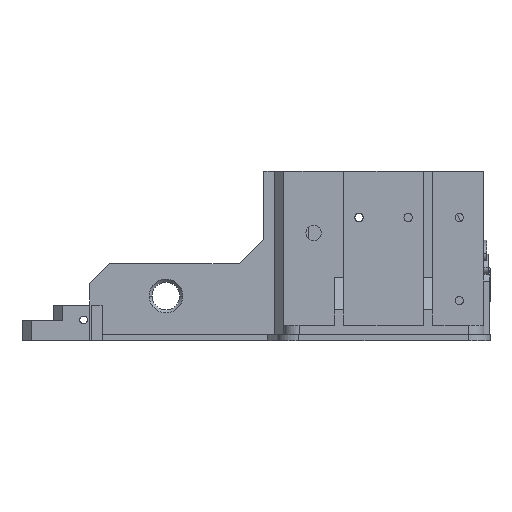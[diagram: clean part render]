
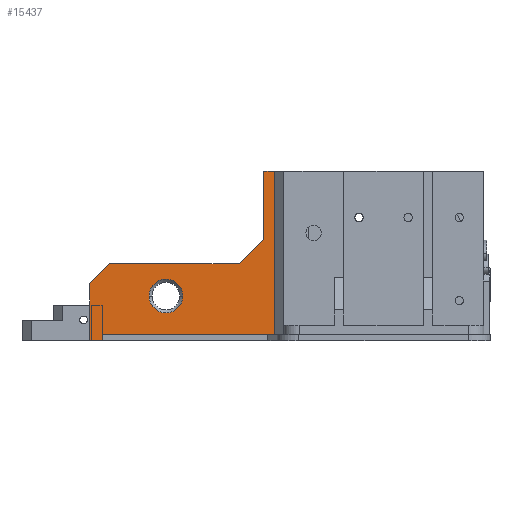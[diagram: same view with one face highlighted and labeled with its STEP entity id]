
A CAD part, front view. The second image highlights one B-rep face of the part: STEP entity #15437.
In plain terms, the highlighted face is planar.
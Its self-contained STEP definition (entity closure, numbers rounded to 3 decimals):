
#29 = LINE ( 'NONE', #6189, #4482 ) ;
#79 = VECTOR ( 'NONE', #8151, 1000. ) ;
#573 = EDGE_CURVE ( 'NONE', #16175, #5743, #8174, .T. ) ;
#738 = CARTESIAN_POINT ( 'NONE',  ( -46.916, 0., 5. ) ) ;
#931 = DIRECTION ( 'NONE',  ( 0., -1., 0. ) ) ;
#958 = DIRECTION ( 'NONE',  ( -0.707, -0.707, 0. ) ) ;
#1704 = VERTEX_POINT ( 'NONE', #6510 ) ;
#1845 = VECTOR ( 'NONE', #14989, 1000. ) ;
#1920 = DIRECTION ( 'NONE',  ( -1., 0., 0. ) ) ;
#2677 = EDGE_CURVE ( 'NONE', #1704, #15773, #9283, .T. ) ;
#2747 = CARTESIAN_POINT ( 'NONE',  ( -99.416, -27.5, 5. ) ) ;
#3247 = VECTOR ( 'NONE', #6478, 1000. ) ;
#3291 = ORIENTED_EDGE ( 'NONE', *, *, #3321, .T. ) ;
#3321 = EDGE_CURVE ( 'NONE', #15335, #9031, #13946, .T. ) ;
#3464 = LINE ( 'NONE', #738, #1845 ) ;
#3527 = ORIENTED_EDGE ( 'NONE', *, *, #8460, .T. ) ;
#3574 = EDGE_CURVE ( 'NONE', #15220, #4023, #9917, .T. ) ;
#3717 = VERTEX_POINT ( 'NONE', #7270 ) ;
#3851 = FACE_OUTER_BOUND ( 'NONE', #4429, .T. ) ;
#3927 = DIRECTION ( 'NONE',  ( 1., 0., 0. ) ) ;
#3988 = CARTESIAN_POINT ( 'NONE',  ( -59.416, 27.5, 5. ) ) ;
#4023 = VERTEX_POINT ( 'NONE', #14136 ) ;
#4156 = DIRECTION ( 'NONE',  ( 0., 0., -1. ) ) ;
#4207 = DIRECTION ( 'NONE',  ( 1., 0., 0. ) ) ;
#4272 = DIRECTION ( 'NONE',  ( 1., 0., 0. ) ) ;
#4300 = ORIENTED_EDGE ( 'NONE', *, *, #3574, .T. ) ;
#4429 = EDGE_LOOP ( 'NONE', ( #7443, #5104, #10855, #10613, #9953, #12433, #7344, #4300, #11989, #4609 ) ) ;
#4482 = VECTOR ( 'NONE', #931, 1000. ) ;
#4499 = CARTESIAN_POINT ( 'NONE',  ( -46.916, 27.5, 5. ) ) ;
#4597 = DIRECTION ( 'NONE',  ( 0., 1., 0. ) ) ;
#4609 = ORIENTED_EDGE ( 'NONE', *, *, #573, .T. ) ;
#5092 = FACE_BOUND ( 'NONE', #16125, .T. ) ;
#5104 = ORIENTED_EDGE ( 'NONE', *, *, #14955, .F. ) ;
#5195 = EDGE_CURVE ( 'NONE', #5743, #14187, #29, .T. ) ;
#5282 = CARTESIAN_POINT ( 'NONE',  ( -50.543, -25.5, 5. ) ) ;
#5743 = VERTEX_POINT ( 'NONE', #10311 ) ;
#5872 = EDGE_CURVE ( 'NONE', #9946, #13159, #6876, .T. ) ;
#6189 = CARTESIAN_POINT ( 'NONE',  ( -103.416, 27.5, 5. ) ) ;
#6442 = CARTESIAN_POINT ( 'NONE',  ( -103.416, -27.5, 5. ) ) ;
#6478 = DIRECTION ( 'NONE',  ( -1., 0., 0. ) ) ;
#6510 = CARTESIAN_POINT ( 'NONE',  ( -43.416, 27.5, 5. ) ) ;
#6805 = AXIS2_PLACEMENT_3D ( 'NONE', #7912, #11591, #3927 ) ;
#6872 = CARTESIAN_POINT ( 'NONE',  ( -54.916, -2.5, 5. ) ) ;
#6876 = LINE ( 'NONE', #2747, #15884 ) ;
#6918 = VECTOR ( 'NONE', #4597, 1000. ) ;
#7270 = CARTESIAN_POINT ( 'NONE',  ( -43.416, -25.5, 5. ) ) ;
#7312 = LINE ( 'NONE', #16016, #6918 ) ;
#7344 = ORIENTED_EDGE ( 'NONE', *, *, #9885, .F. ) ;
#7443 = ORIENTED_EDGE ( 'NONE', *, *, #5195, .T. ) ;
#7496 = CARTESIAN_POINT ( 'NONE',  ( -84.166, -13., 5. ) ) ;
#7584 = CARTESIAN_POINT ( 'NONE',  ( -62.416, -2.5, 5. ) ) ;
#7912 = CARTESIAN_POINT ( 'NONE',  ( -78.666, -13., 5. ) ) ;
#8151 = DIRECTION ( 'NONE',  ( -0.707, -0.707, 0. ) ) ;
#8174 = LINE ( 'NONE', #13721, #14990 ) ;
#8460 = EDGE_CURVE ( 'NONE', #9031, #15335, #10001, .T. ) ;
#8501 = LINE ( 'NONE', #5282, #12886 ) ;
#8513 = CARTESIAN_POINT ( 'NONE',  ( -99.416, -25.5, 5. ) ) ;
#8547 = CARTESIAN_POINT ( 'NONE',  ( -99.416, -27.5, 5. ) ) ;
#9031 = VERTEX_POINT ( 'NONE', #7496 ) ;
#9073 = DIRECTION ( 'NONE',  ( 0., 1., 0. ) ) ;
#9283 = LINE ( 'NONE', #3988, #13121 ) ;
#9557 = AXIS2_PLACEMENT_3D ( 'NONE', #15398, #12668, #10281 ) ;
#9865 = CARTESIAN_POINT ( 'NONE',  ( -73.166, -13., 5. ) ) ;
#9885 = EDGE_CURVE ( 'NONE', #15220, #15773, #3464, .T. ) ;
#9917 = LINE ( 'NONE', #6872, #79 ) ;
#9946 = VERTEX_POINT ( 'NONE', #8547 ) ;
#9953 = ORIENTED_EDGE ( 'NONE', *, *, #14992, .T. ) ;
#10001 = CIRCLE ( 'NONE', #13033, 5.5 ) ;
#10281 = DIRECTION ( 'NONE',  ( 1., 0., 0. ) ) ;
#10311 = CARTESIAN_POINT ( 'NONE',  ( -103.416, -9., 5. ) ) ;
#10322 = CARTESIAN_POINT ( 'NONE',  ( -96.916, -2.5, 5. ) ) ;
#10596 = EDGE_CURVE ( 'NONE', #4023, #16175, #16092, .T. ) ;
#10613 = ORIENTED_EDGE ( 'NONE', *, *, #15533, .T. ) ;
#10855 = ORIENTED_EDGE ( 'NONE', *, *, #5872, .T. ) ;
#11591 = DIRECTION ( 'NONE',  ( 0., 0., -1. ) ) ;
#11814 = CARTESIAN_POINT ( 'NONE',  ( -78.666, -13., 5. ) ) ;
#11989 = ORIENTED_EDGE ( 'NONE', *, *, #10596, .T. ) ;
#12257 = CARTESIAN_POINT ( 'NONE',  ( -99.416, -27.5, 5. ) ) ;
#12433 = ORIENTED_EDGE ( 'NONE', *, *, #2677, .T. ) ;
#12456 = CARTESIAN_POINT ( 'NONE',  ( -46.916, 5.5, 5. ) ) ;
#12668 = DIRECTION ( 'NONE',  ( 0., 0., 1. ) ) ;
#12721 = PLANE ( 'NONE',  #9557 ) ;
#12886 = VECTOR ( 'NONE', #4207, 1000. ) ;
#13033 = AXIS2_PLACEMENT_3D ( 'NONE', #11814, #4156, #4272 ) ;
#13121 = VECTOR ( 'NONE', #13191, 1000. ) ;
#13124 = VECTOR ( 'NONE', #1920, 1000. ) ;
#13159 = VERTEX_POINT ( 'NONE', #8513 ) ;
#13191 = DIRECTION ( 'NONE',  ( -1., 0., 0. ) ) ;
#13721 = CARTESIAN_POINT ( 'NONE',  ( -47.208, 47.208, 5. ) ) ;
#13946 = CIRCLE ( 'NONE', #6805, 5.5 ) ;
#14136 = CARTESIAN_POINT ( 'NONE',  ( -54.916, -2.5, 5. ) ) ;
#14187 = VERTEX_POINT ( 'NONE', #6442 ) ;
#14955 = EDGE_CURVE ( 'NONE', #9946, #14187, #15517, .T. ) ;
#14989 = DIRECTION ( 'NONE',  ( 0., 1., 0. ) ) ;
#14990 = VECTOR ( 'NONE', #958, 1000. ) ;
#14992 = EDGE_CURVE ( 'NONE', #3717, #1704, #7312, .T. ) ;
#15220 = VERTEX_POINT ( 'NONE', #12456 ) ;
#15335 = VERTEX_POINT ( 'NONE', #9865 ) ;
#15398 = CARTESIAN_POINT ( 'NONE',  ( 0., 0., 5. ) ) ;
#15437 = ADVANCED_FACE ( 'NONE', ( #3851, #5092 ), #12721, .T. ) ;
#15517 = LINE ( 'NONE', #12257, #13124 ) ;
#15533 = EDGE_CURVE ( 'NONE', #13159, #3717, #8501, .T. ) ;
#15773 = VERTEX_POINT ( 'NONE', #4499 ) ;
#15884 = VECTOR ( 'NONE', #9073, 1000. ) ;
#16016 = CARTESIAN_POINT ( 'NONE',  ( -43.416, 27.5, 5. ) ) ;
#16092 = LINE ( 'NONE', #7584, #3247 ) ;
#16125 = EDGE_LOOP ( 'NONE', ( #3291, #3527 ) ) ;
#16175 = VERTEX_POINT ( 'NONE', #10322 ) ;
